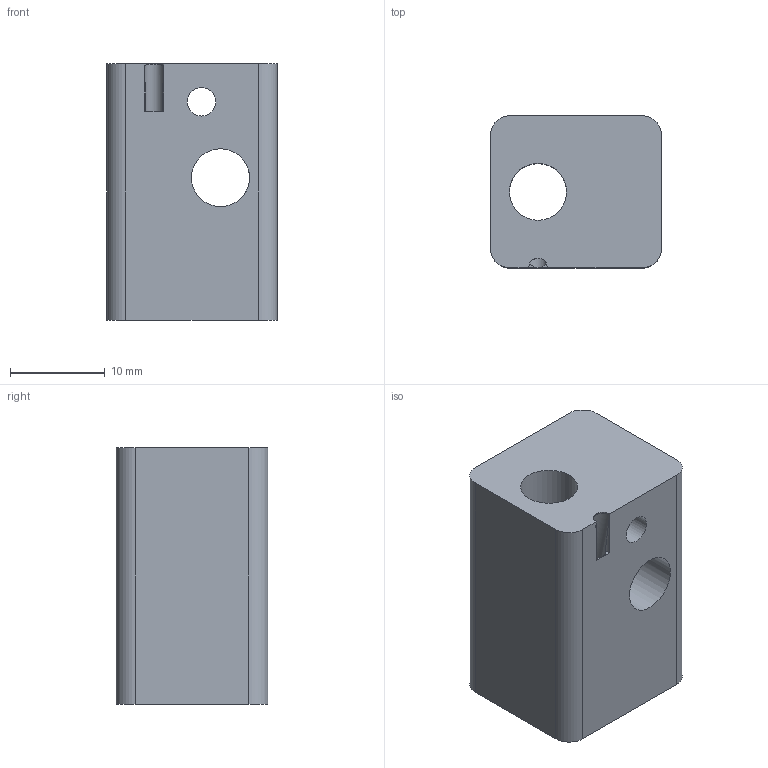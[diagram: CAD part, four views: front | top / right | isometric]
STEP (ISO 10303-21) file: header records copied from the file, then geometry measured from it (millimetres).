
FILE_DESCRIPTION(('FreeCAD Model'),'2;1');
FILE_NAME('Heater_Block_16_x_18_x_27.step' ,'2015-10-12T11:29:28',('Author'),(''), 'Open CASCADE STEP processor 6.7','FreeCAD','Unknown');
FILE_SCHEMA(('AUTOMOTIVE_DESIGN_CC2 { 1 2 10303 214 -1 1 5 4 }'));
Length unit declared in the file: millimetre
Products named in the file (2): ASSEMBLY; Pocket003
Assembly tree (1 placements, depth 2):
  ASSEMBLY
    Pocket003
Bounding box: 18 x 16 x 27 mm (x, y, z)
Volume: 6274.1 mm3; surface area: 3238.6 mm2
Topology: 1 solids, 1 shells, 22 faces, 60 edges, 38 vertices
Faces by surface type: cylinder 13, plane 8, cone 1
Full cylindrical faces by diameter (mm): 2 x1, 3 x2, 6 x1, 6.1 x1
Entity records: 2098 total; most frequent: CARTESIAN_POINT 917, DIRECTION 208, ORIENTED_EDGE 118, PCURVE 118, DEFINITIONAL_REPRESENTATION 118, LINE 112, VECTOR 112, EDGE_CURVE 59
